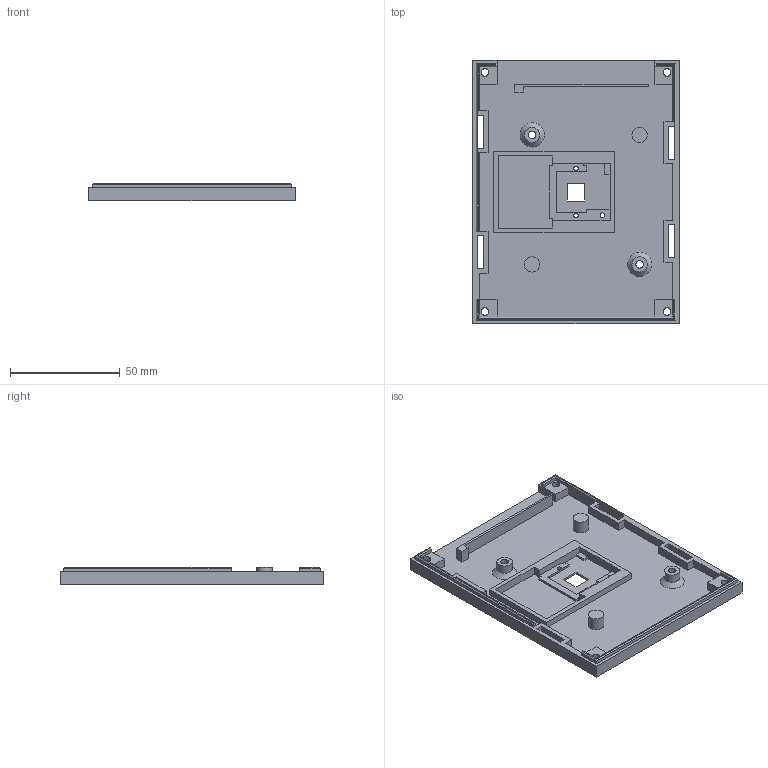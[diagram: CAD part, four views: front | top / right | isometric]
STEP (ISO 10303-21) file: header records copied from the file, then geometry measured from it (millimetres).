
FILE_DESCRIPTION( ( '' ), ' ' );
FILE_NAME( '563c9c20e4b0be2238951c5a.step', '2015-11-06T12:25:05', ( '' ), ( '' ), ' ', ' ', ' ' );
FILE_SCHEMA( ( 'AUTOMOTIVE_DESIGN { 1 0 10303 214 1 1 1 1 }' ) );
Length unit declared in the file: metre
Products named in the file (1): Part 1
Bounding box: 94 x 120 x 8 mm (x, y, z)
Volume: 29513.8 mm3; surface area: 30537.6 mm2
Topology: 1 solids, 1 shells, 180 faces, 467 edges, 300 vertices
Faces by surface type: plane 159, cylinder 19, cone 2
Full cylindrical faces by diameter (mm): 2.1 x3, 3.5 x6, 6 x6, 7 x4
Entity records: 5291 total; most frequent: CARTESIAN_POINT 915, ORIENTED_EDGE 880, DIRECTION 842, EDGE_CURVE 440, LINE 400, VECTOR 400, VERTEX_POINT 294, EDGE_LOOP 240
